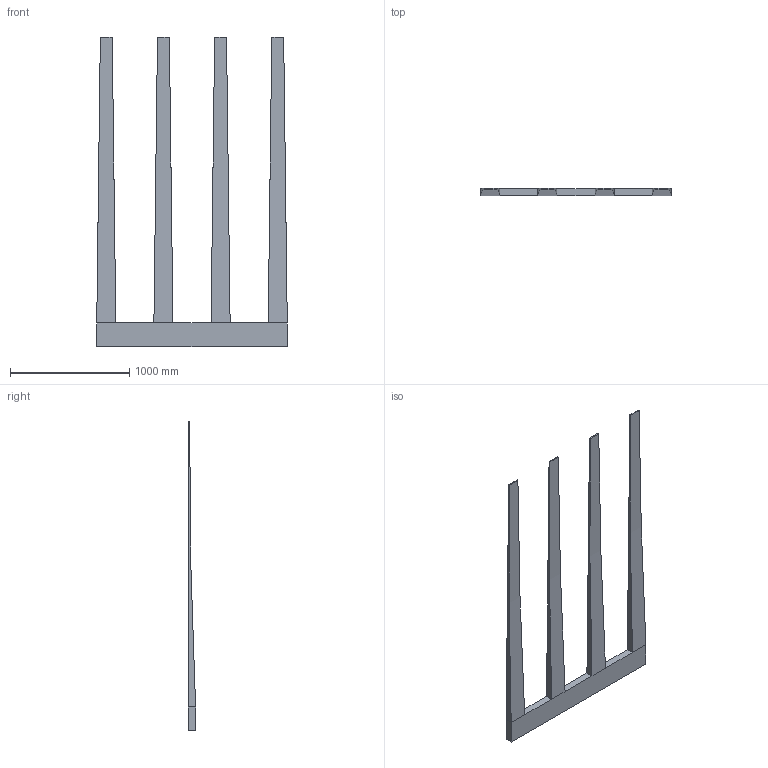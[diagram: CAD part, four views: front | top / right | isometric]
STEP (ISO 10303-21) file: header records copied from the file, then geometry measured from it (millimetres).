
FILE_DESCRIPTION (( 'STEP AP214' ), '1' );
FILE_NAME ('Lifting Fork.step', '2023-06-15T00:37:03', ( '' ), ( '' ), 'SwSTEP 2.0', 'SolidWorks 2022', '' );
FILE_SCHEMA (( 'AUTOMOTIVE_DESIGN' ));
Length unit declared in the file: millimetre
Products named in the file (1): Lifting Fork
Bounding box: 1600 x 60 x 2600 mm (x, y, z)
Volume: 52799892.3 mm3; surface area: 3798088.2 mm2
Topology: 1 solids, 1 shells, 24 faces, 58 edges, 36 vertices
Faces by surface type: plane 20, bspline 4
Entity records: 793 total; most frequent: CARTESIAN_POINT 230, ORIENTED_EDGE 116, DIRECTION 91, EDGE_CURVE 58, VECTOR 49, LINE 49, VERTEX_POINT 36, EDGE_LOOP 24
